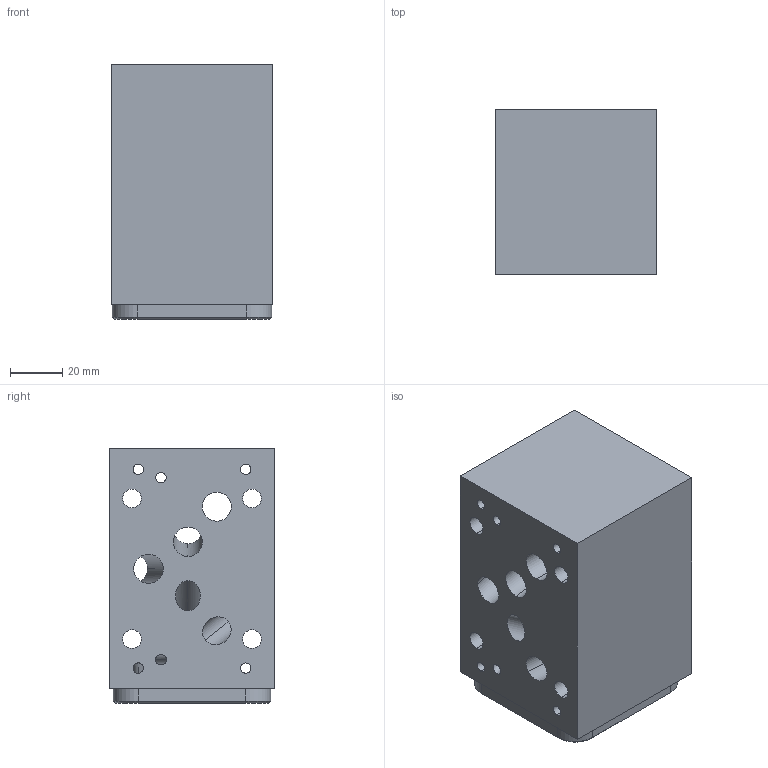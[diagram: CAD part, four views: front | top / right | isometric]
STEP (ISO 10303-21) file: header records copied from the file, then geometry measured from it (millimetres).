
FILE_DESCRIPTION((''),'2;1');
FILE_NAME('DJJ_ASM','2019-10-14T',('ProEService'),(''),'PRO/ENGINEER BY PARAMETRIC TECHNOLOGY CORPORATION, 2014200','PRO/ENGINEER BY PARAMETRIC TECHNOLOGY CORPORATION, 2014200','');
FILE_SCHEMA(('CONFIG_CONTROL_DESIGN'));
Length unit declared in the file: inch
Products named in the file (2): 150-719; DJJ_ASM
Assembly tree (1 placements, depth 2):
  DJJ_ASM
    150-719
Bounding box: 61.93 x 63.5 x 97.64 mm (x, y, z)
Volume: 318302.2 mm3; surface area: 54651 mm2
Topology: 1 solids, 1 shells, 117 faces, 635 edges, 667 vertices
Faces by surface type: cylinder 66, cone 23, plane 17, sphere 9, torus 2
Entity records: 7859 total; most frequent: CARTESIAN_POINT 3183, DIRECTION 928, ORIENTED_EDGE 650, VECTOR 420, LINE 420, EDGE_CURVE 325, TRIMMED_CURVE 308, COMPOSITE_CURVE_SEGMENT 262
